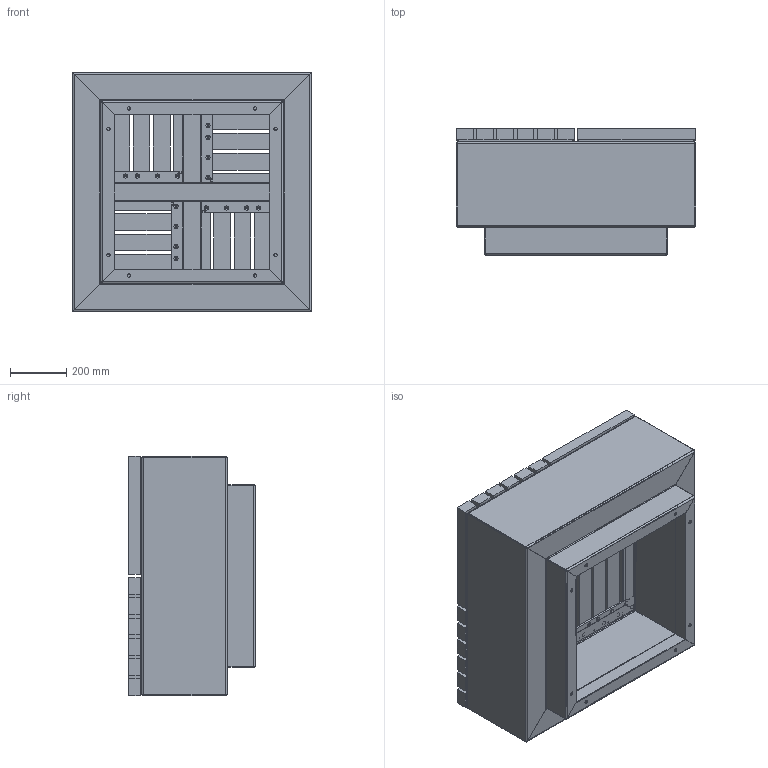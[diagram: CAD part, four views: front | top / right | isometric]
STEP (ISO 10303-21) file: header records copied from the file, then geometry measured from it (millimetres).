
FILE_DESCRIPTION (( 'STEP AP203' ), '1' );
FILE_NAME ('HO.S850.Ct.STEP', '2020-06-25T09:08:56', ( '' ), ( '' ), 'SwSTEP 2.0', 'SolidWorks 2019', '' );
FILE_SCHEMA (( 'CONFIG_CONTROL_DESIGN' ));
Length unit declared in the file: millimetre
Products named in the file (15): HO.S850.Ct Top Strip 2; HO.S850.Ct .Wall; HO.S850.Ct Wood Panel; HO.S850.Ct Top; HO.S850.Ct Wood; HO.S850.Ct; HO.S850.Ct Top Strip 1; HO.S850.Ct Reinforcement1; HO.S850.Ct Reinforcement2
Assembly tree (55 placements, depth 4):
  HO.S850.Ct
    HO.S850.Ct .Wall  x4
    HO.S850.Ct Reinforcement1
    HO.S850.Ct Reinforcement2  x2
    HO.S850.Ct Wood Panel
      HO.S850.Ct Wood  x6
      HO.S850.Ct Top
        HO.S850.Ct Top Strip 1  x2
        HO.S850.Ct Top Strip 2  x2
    HO.S850.Ct Wood Panel
      HO.S850.Ct Wood  x6
      HO.S850.Ct Top
        HO.S850.Ct Top Strip 1  x2
        HO.S850.Ct Top Strip 2  x2
    HO.S850.Ct Wood Panel
      HO.S850.Ct Wood  x6
      HO.S850.Ct Top
        HO.S850.Ct Top Strip 1  x2
        HO.S850.Ct Top Strip 2  x2
    HO.S850.Ct Wood Panel
      HO.S850.Ct Wood  x6
      HO.S850.Ct Top
        HO.S850.Ct Top Strip 1  x2
        HO.S850.Ct Top Strip 2  x2
Bounding box: 852 x 450 x 852 mm (x, y, z)
Volume: 32039511.1 mm3; surface area: 6912973.2 mm2
Topology: 47 solids, 47 shells, 1051 faces, 2517 edges, 1560 vertices
Faces by surface type: plane 439, cylinder 388, cone 192, bspline 32
Entity records: 8709 total; most frequent: CARTESIAN_POINT 1266, DIRECTION 1076, ORIENTED_EDGE 924, EDGE_CURVE 462, AXIS2_PLACEMENT_3D 380, LINE 316, VECTOR 316, VERTEX_POINT 282
